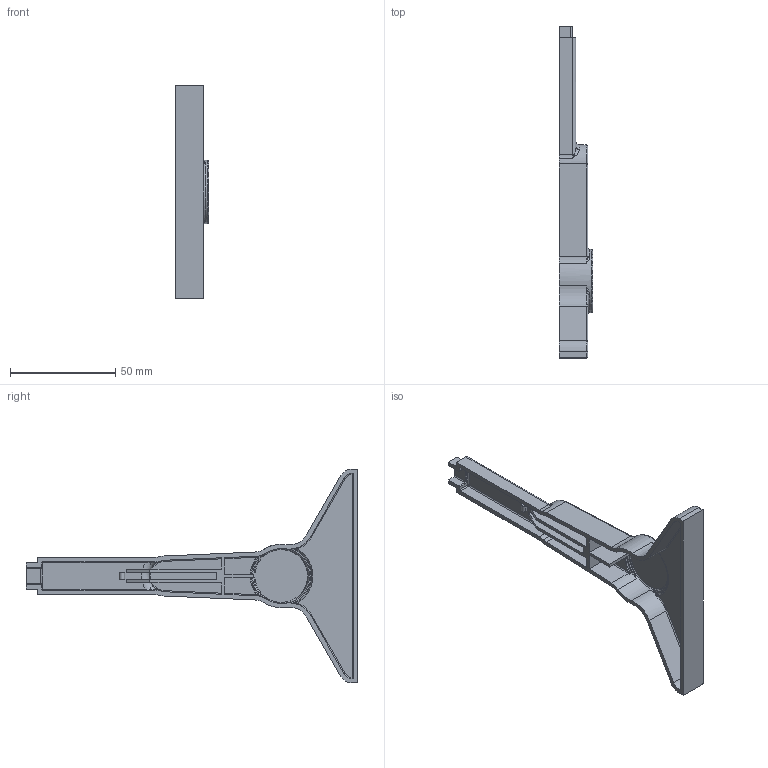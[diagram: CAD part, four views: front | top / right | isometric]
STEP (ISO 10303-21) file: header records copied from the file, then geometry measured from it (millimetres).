
FILE_DESCRIPTION (( 'STEP AP203' ), '1' );
FILE_NAME ('Connect 4 LEG.STEP', '2018-11-12T01:14:20', ( '' ), ( '' ), 'SwSTEP 2.0', 'SolidWorks 2016', '' );
FILE_SCHEMA (( 'CONFIG_CONTROL_DESIGN' ));
Length unit declared in the file: inch
Products named in the file (1): Connect 4 LEG
Bounding box: 16 x 157.73 x 101.6 mm (x, y, z)
Volume: 18866.7 mm3; surface area: 22472 mm2
Topology: 1 solids, 1 shells, 216 faces, 563 edges, 334 vertices
Faces by surface type: plane 74, cylinder 67, torus 39, bspline 28, sphere 8
Full cylindrical faces by diameter (mm): 26.098 x1, 30.162 x1
Entity records: 7286 total; most frequent: CARTESIAN_POINT 2156, ORIENTED_EDGE 1078, DIRECTION 1055, EDGE_CURVE 539, AXIS2_PLACEMENT_3D 401, VERTEX_POINT 332, VECTOR 253, LINE 253
